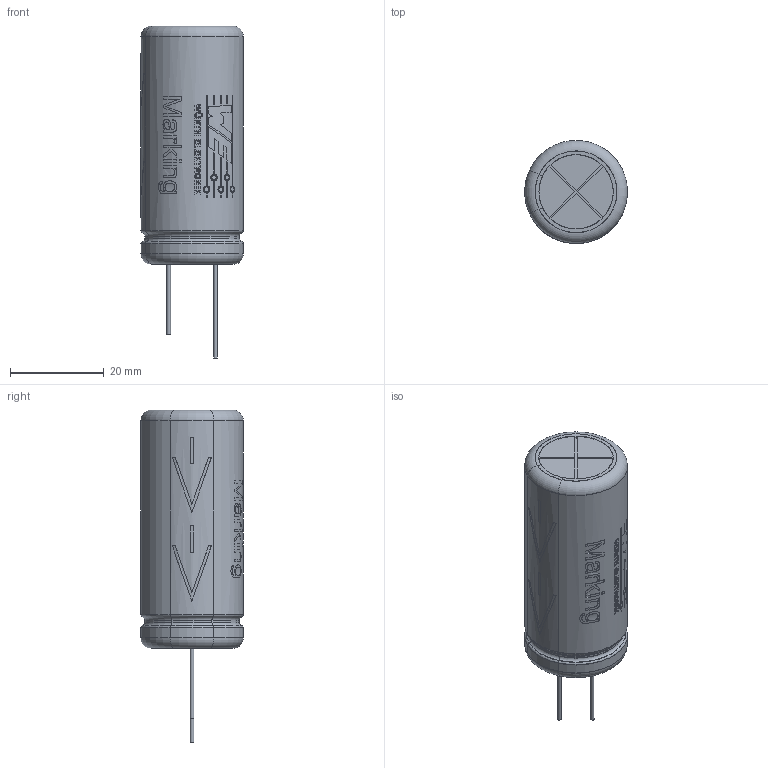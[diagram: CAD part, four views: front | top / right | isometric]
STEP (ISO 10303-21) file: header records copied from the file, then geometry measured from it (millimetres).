
FILE_DESCRIPTION( ( 'Unknown' ), '1' );
FILE_NAME( '22x51x10x0.8.stp', 'Unknown', ( 'Unknown' ), ( 'Unknown' ), 'PSStep 21.0.46', 'Unknown', ' ' );
FILE_SCHEMA( ( 'AUTOMOTIVE_DESIGN { 1 0 10303 214 1 1 1 1 }' ) );
Length unit declared in the file: millimetre
Products named in the file (2): 1; 2
Bounding box: 21.95 x 21.94 x 71 mm (x, y, z)
Volume: 19043.3 mm3; surface area: 12317 mm2
Topology: 2 solids, 3 shells, 515 faces, 1296 edges, 859 vertices
Faces by surface type: plane 277, bspline 127, cylinder 87, torus 24
Full cylindrical faces by diameter (mm): 0.8 x2, 2.444 x1, 3.056 x1, 4.889 x1, 5.5 x1, 8.556 x1, 9.167 x1, 12.222 x1, 12.833 x1, 14.667 x1, 15.278 x1, 15.889 x2, 17.489 x2, 20.063 x1, 20.083 x1, 21.78 x2, 21.8 x2
Entity records: 30184 total; most frequent: CARTESIAN_POINT 14480, ORIENTED_EDGE 2498, DIRECTION 2048, EDGE_CURVE 1249, VERTEX_POINT 855, AXIS2_PLACEMENT_3D 689, LINE 670, VECTOR 670
